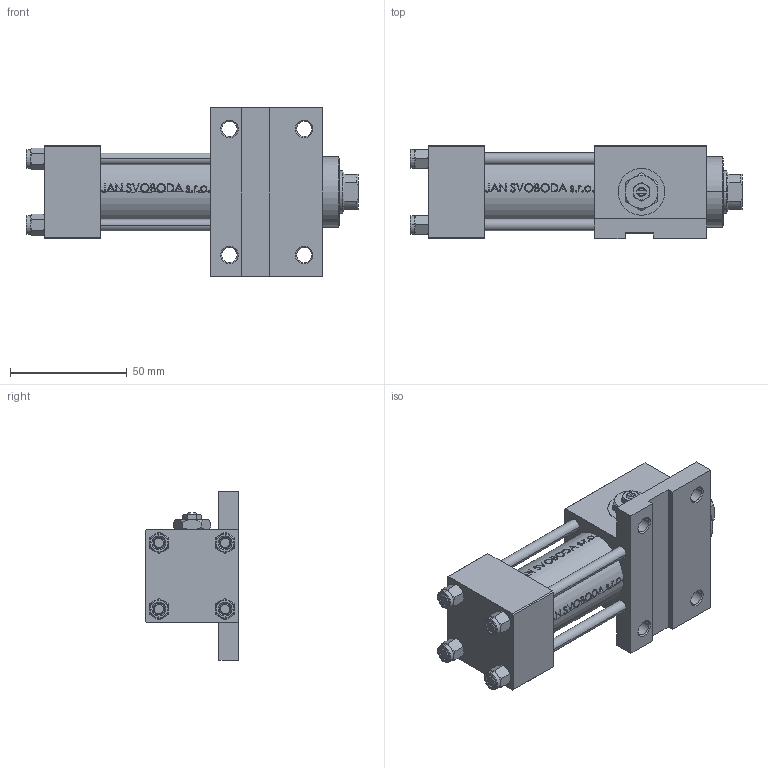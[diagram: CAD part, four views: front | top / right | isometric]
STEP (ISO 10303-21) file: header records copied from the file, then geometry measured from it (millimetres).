
FILE_DESCRIPTION (( 'STEP AP203' ), '1' );
FILE_NAME ('e365.STEP', '2022-04-14T13:43:05', ( '' ), ( '' ), 'SwSTEP 2.0', 'SolidWorks 2019', '' );
FILE_SCHEMA (( 'CONFIG_CONTROL_DESIGN' ));
Length unit declared in the file: millimetre
Products named in the file (7): e365; NUT_M5_F bfc1374b712e9fa830df84e74a60a16a; V215CR_F_TYCINKA bfc1374b712e9fa830df84e74a60a16a; V215_VC_A bfc1374b712e9fa830df84e74a60a16a; Zatka_pro_OIL_PORT bfc1374b712e9fa830df84e74a60a16a; V215CR_VCP_F bfc1374b712e9fa830df84e74a60a16a; V215CR_F_Body bfc1374b712e9fa830df84e74a60a16a
Assembly tree (12 placements, depth 2):
  e365
    V215CR_F_Body bfc1374b712e9fa830df84e74a60a16a
    V215CR_VCP_F bfc1374b712e9fa830df84e74a60a16a
    V215CR_F_TYCINKA bfc1374b712e9fa830df84e74a60a16a  x4
    NUT_M5_F bfc1374b712e9fa830df84e74a60a16a  x4
    V215_VC_A bfc1374b712e9fa830df84e74a60a16a
    Zatka_pro_OIL_PORT bfc1374b712e9fa830df84e74a60a16a
Bounding box: 142 x 40 x 72 mm (x, y, z)
Volume: 160864.5 mm3; surface area: 61596.4 mm2
Topology: 12 solids, 12 shells, 1153 faces, 2898 edges, 1853 vertices
Faces by surface type: plane 458, bspline 380, cone 172, cylinder 135, torus 8
Entity records: 49481 total; most frequent: CARTESIAN_POINT 26394, ORIENTED_EDGE 5288, DIRECTION 3326, EDGE_CURVE 2644, VERTEX_POINT 1709, VECTOR 1352, LINE 1352, EDGE_LOOP 1137
